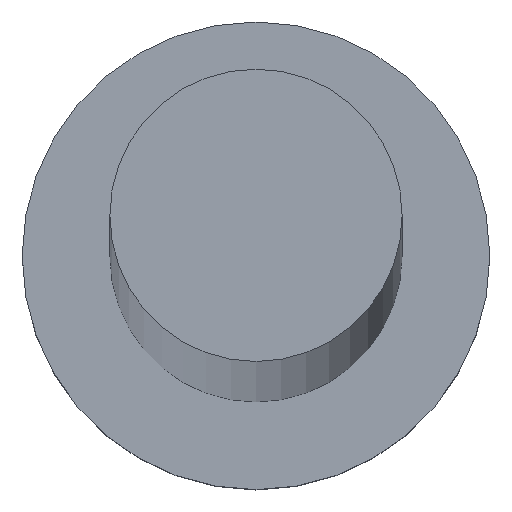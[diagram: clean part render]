
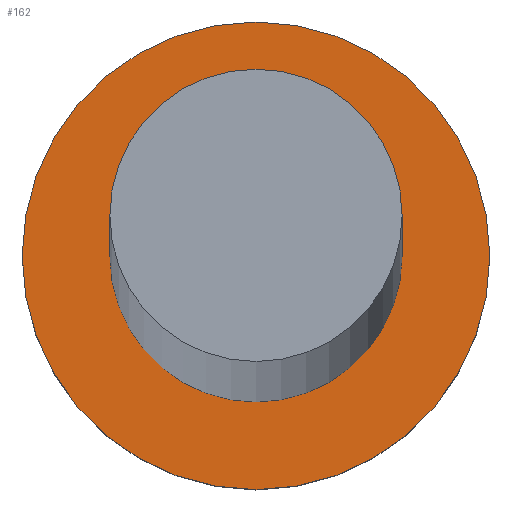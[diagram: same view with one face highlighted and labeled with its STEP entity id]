
A CAD part, top view. The second image highlights one B-rep face of the part: STEP entity #162.
In plain terms, the highlighted planar face has unit normal (0, 0, 1).
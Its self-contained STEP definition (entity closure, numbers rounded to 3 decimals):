
#19 = AXIS2_PLACEMENT_3D ( 'NONE', #25, #26, #20 ) ;
#20 = DIRECTION ( 'NONE',  ( 1., 0., 0. ) ) ;
#25 = CARTESIAN_POINT ( 'NONE',  ( 0., 0., 6.5 ) ) ;
#26 = DIRECTION ( 'NONE',  ( 0., 0., 1. ) ) ;
#49 = EDGE_CURVE ( 'NONE', #225, #187, #140, .T. ) ;
#51 = DIRECTION ( 'NONE',  ( 1., 0., 0. ) ) ;
#68 = DIRECTION ( 'NONE',  ( 1., 0., 0. ) ) ;
#69 = DIRECTION ( 'NONE',  ( 0., 0., 1. ) ) ;
#82 = VERTEX_POINT ( 'NONE', #108 ) ;
#83 = ORIENTED_EDGE ( 'NONE', *, *, #49, .T. ) ;
#87 = AXIS2_PLACEMENT_3D ( 'NONE', #106, #239, #68 ) ;
#90 = CIRCLE ( 'NONE', #121, 5. ) ;
#96 = EDGE_CURVE ( 'NONE', #136, #82, #159, .T. ) ;
#101 = CARTESIAN_POINT ( 'NONE',  ( 0., 0., 6.5 ) ) ;
#102 = EDGE_LOOP ( 'NONE', ( #117, #212 ) ) ;
#106 = CARTESIAN_POINT ( 'NONE',  ( 0., 0., 6.5 ) ) ;
#108 = CARTESIAN_POINT ( 'NONE',  ( 5., 0., 6.5 ) ) ;
#114 = CARTESIAN_POINT ( 'NONE',  ( 0., 0., 6.5 ) ) ;
#117 = ORIENTED_EDGE ( 'NONE', *, *, #96, .F. ) ;
#121 = AXIS2_PLACEMENT_3D ( 'NONE', #114, #188, #51 ) ;
#122 = EDGE_LOOP ( 'NONE', ( #83, #168 ) ) ;
#136 = VERTEX_POINT ( 'NONE', #242 ) ;
#139 = FACE_BOUND ( 'NONE', #102, .T. ) ;
#140 = CIRCLE ( 'NONE', #205, 8. ) ;
#144 = PLANE ( 'NONE',  #19 ) ;
#145 = EDGE_CURVE ( 'NONE', #187, #225, #237, .T. ) ;
#146 = CARTESIAN_POINT ( 'NONE',  ( 8., 0., 6.5 ) ) ;
#155 = DIRECTION ( 'NONE',  ( 0., 0., 1. ) ) ;
#159 = CIRCLE ( 'NONE', #191, 5. ) ;
#162 = ADVANCED_FACE ( 'NONE', ( #139, #196 ), #144, .T. ) ;
#168 = ORIENTED_EDGE ( 'NONE', *, *, #145, .T. ) ;
#179 = EDGE_CURVE ( 'NONE', #82, #136, #90, .T. ) ;
#187 = VERTEX_POINT ( 'NONE', #146 ) ;
#188 = DIRECTION ( 'NONE',  ( 0., 0., 1. ) ) ;
#191 = AXIS2_PLACEMENT_3D ( 'NONE', #101, #69, #234 ) ;
#196 = FACE_OUTER_BOUND ( 'NONE', #122, .T. ) ;
#198 = DIRECTION ( 'NONE',  ( 1., 0., 0. ) ) ;
#204 = CARTESIAN_POINT ( 'NONE',  ( -8., 0., 6.5 ) ) ;
#205 = AXIS2_PLACEMENT_3D ( 'NONE', #220, #155, #198 ) ;
#212 = ORIENTED_EDGE ( 'NONE', *, *, #179, .F. ) ;
#220 = CARTESIAN_POINT ( 'NONE',  ( 0., 0., 6.5 ) ) ;
#225 = VERTEX_POINT ( 'NONE', #204 ) ;
#234 = DIRECTION ( 'NONE',  ( 1., 0., 0. ) ) ;
#237 = CIRCLE ( 'NONE', #87, 8. ) ;
#239 = DIRECTION ( 'NONE',  ( 0., 0., 1. ) ) ;
#242 = CARTESIAN_POINT ( 'NONE',  ( -5., 0., 6.5 ) ) ;
